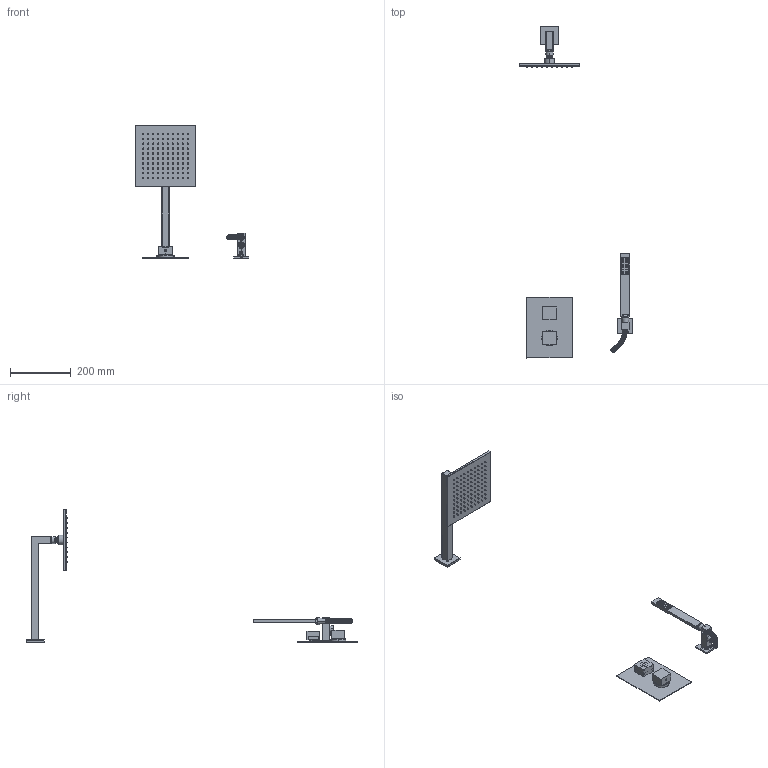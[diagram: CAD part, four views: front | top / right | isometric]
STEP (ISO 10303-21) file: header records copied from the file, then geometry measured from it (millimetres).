
FILE_DESCRIPTION((''),'2;1');
FILE_NAME('KITLEQ518CR-M','2021-11-11T17:11:58',('ut3'),('PAFFONI SpA'),'CREO PARAMETRIC BY PTC INC, 2020044','CREO PARAMETRIC BY PTC INC, 2020044','');
FILE_SCHEMA(('CONFIG_CONTROL_DESIGN','SHAPE_APPEARANCE_LAYERS_GROUPS'));
Products named in the file (1): KITLEQ518CR-M
Bounding box: 375.1 x 1095.5 x 437.6 mm (x, y, z)
Volume: 669028.9 mm3; surface area: 343446.4 mm2
Topology: 12 solids, 12 shells, 2468 faces, 6267 edges, 3944 vertices
Faces by surface type: plane 1215, cylinder 537, torus 459, cone 134, sphere 66, bspline 57
Entity records: 120712 total; most frequent: CARTESIAN_POINT 42081, DIRECTION 12969, ORIENTED_EDGE 12392, EDGE_CURVE 6196, AXIS2_PLACEMENT_3D 4910, VERTEX_POINT 3943, VECTOR 3149, LINE 3149
